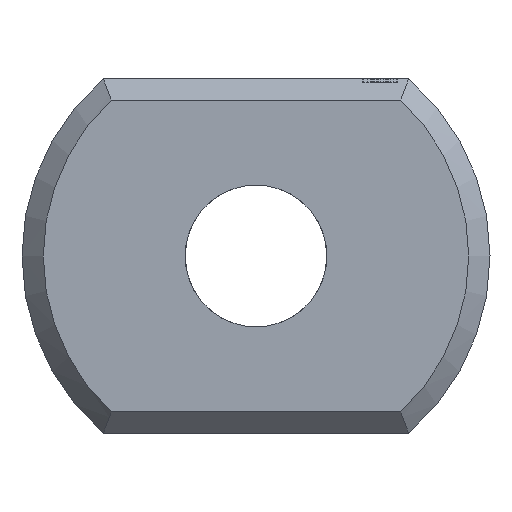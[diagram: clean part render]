
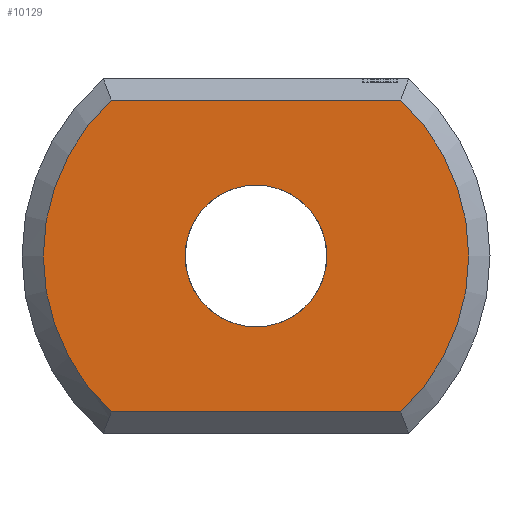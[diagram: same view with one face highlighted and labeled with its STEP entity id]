
A CAD part, left-side view. The second image highlights one B-rep face of the part: STEP entity #10129.
In plain terms, the highlighted planar face has unit normal (-1, 0, 0).
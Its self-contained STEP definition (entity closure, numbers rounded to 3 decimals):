
#24 = VERTEX_POINT('',#25);
#25 = CARTESIAN_POINT('',(0.,-2.04,2.2));
#33 = PLANE('',#34);
#34 = AXIS2_PLACEMENT_3D('',#35,#36,#37);
#35 = CARTESIAN_POINT('',(0.15,-2.154,2.35));
#36 = DIRECTION('',(0.707,0.,-0.707)
  );
#37 = DIRECTION('',(0.,-1.,0.));
#45 = CONICAL_SURFACE('',#46,3.3,0.785);
#46 = AXIS2_PLACEMENT_3D('',#47,#48,#49);
#47 = CARTESIAN_POINT('',(0.3,0.,0.));
#48 = DIRECTION('',(1.,0.,0.));
#49 = DIRECTION('',(0.,-0.653,0.758));
#89 = VERTEX_POINT('',#90);
#90 = CARTESIAN_POINT('',(0.,2.04,2.2));
#105 = CONICAL_SURFACE('',#106,3.3,0.785);
#106 = AXIS2_PLACEMENT_3D('',#107,#108,#109);
#107 = CARTESIAN_POINT('',(0.3,0.,0.));
#108 = DIRECTION('',(1.,0.,0.));
#109 = DIRECTION('',(0.,0.653,-0.758));
#120 = EDGE_CURVE('',#24,#89,#121,.T.);
#121 = SURFACE_CURVE('',#122,(#126,#133),.PCURVE_S1.);
#122 = LINE('',#123,#124);
#123 = CARTESIAN_POINT('',(0.,-2.154,2.2));
#124 = VECTOR('',#125,1.);
#125 = DIRECTION('',(0.,1.,0.));
#126 = PCURVE('',#33,#127);
#127 = DEFINITIONAL_REPRESENTATION('',(#128),#132);
#128 = LINE('',#129,#130);
#129 = CARTESIAN_POINT('',(0.,0.212));
#130 = VECTOR('',#131,1.);
#131 = DIRECTION('',(-1.,0.));
#132 = ( GEOMETRIC_REPRESENTATION_CONTEXT(2) 
PARAMETRIC_REPRESENTATION_CONTEXT() REPRESENTATION_CONTEXT('2D SPACE',''
  ) );
#133 = PCURVE('',#134,#139);
#134 = PLANE('',#135);
#135 = AXIS2_PLACEMENT_3D('',#136,#137,#138);
#136 = CARTESIAN_POINT('',(0.,0.,
    0.));
#137 = DIRECTION('',(1.,0.,0.));
#138 = DIRECTION('',(0.,0.,1.));
#139 = DEFINITIONAL_REPRESENTATION('',(#140),#144);
#140 = LINE('',#141,#142);
#141 = CARTESIAN_POINT('',(2.2,2.154));
#142 = VECTOR('',#143,1.);
#143 = DIRECTION('',(0.,-1.));
#144 = ( GEOMETRIC_REPRESENTATION_CONTEXT(2) 
PARAMETRIC_REPRESENTATION_CONTEXT() REPRESENTATION_CONTEXT('2D SPACE',''
  ) );
#180 = VERTEX_POINT('',#181);
#181 = CARTESIAN_POINT('',(0.,-2.04,-2.2));
#199 = PLANE('',#200);
#200 = AXIS2_PLACEMENT_3D('',#201,#202,#203);
#201 = CARTESIAN_POINT('',(0.15,-2.154,-2.35));
#202 = DIRECTION('',(-0.707,0.,-0.707));
#203 = DIRECTION('',(0.,-1.,0.));
#211 = EDGE_CURVE('',#24,#180,#212,.T.);
#212 = SURFACE_CURVE('',#213,(#218,#225),.PCURVE_S1.);
#213 = CIRCLE('',#214,3.);
#214 = AXIS2_PLACEMENT_3D('',#215,#216,#217);
#215 = CARTESIAN_POINT('',(0.,0.,
    0.));
#216 = DIRECTION('',(1.,0.,0.));
#217 = DIRECTION('',(0.,-0.653,0.758));
#218 = PCURVE('',#45,#219);
#219 = DEFINITIONAL_REPRESENTATION('',(#220),#224);
#220 = LINE('',#221,#222);
#221 = CARTESIAN_POINT('',(0.,-0.3));
#222 = VECTOR('',#223,1.);
#223 = DIRECTION('',(1.,-0.));
#224 = ( GEOMETRIC_REPRESENTATION_CONTEXT(2) 
PARAMETRIC_REPRESENTATION_CONTEXT() REPRESENTATION_CONTEXT('2D SPACE',''
  ) );
#225 = PCURVE('',#134,#226);
#226 = DEFINITIONAL_REPRESENTATION('',(#227),#231);
#227 = CIRCLE('',#228,3.);
#228 = AXIS2_PLACEMENT_2D('',#229,#230);
#229 = CARTESIAN_POINT('',(0.,0.));
#230 = DIRECTION('',(0.758,0.653));
#231 = ( GEOMETRIC_REPRESENTATION_CONTEXT(2) 
PARAMETRIC_REPRESENTATION_CONTEXT() REPRESENTATION_CONTEXT('2D SPACE',''
  ) );
#10129 = ADVANCED_FACE('',(#10130,#10179),#134,.F.);
#10130 = FACE_BOUND('',#10131,.F.);
#10131 = EDGE_LOOP('',(#10132,#10156,#10157,#10158));
#10132 = ORIENTED_EDGE('',*,*,#10133,.T.);
#10133 = EDGE_CURVE('',#10134,#89,#10136,.T.);
#10134 = VERTEX_POINT('',#10135);
#10135 = CARTESIAN_POINT('',(0.,2.04,-2.2));
#10136 = SURFACE_CURVE('',#10137,(#10142,#10149),.PCURVE_S1.);
#10137 = CIRCLE('',#10138,3.);
#10138 = AXIS2_PLACEMENT_3D('',#10139,#10140,#10141);
#10139 = CARTESIAN_POINT('',(0.,0.,
    0.));
#10140 = DIRECTION('',(1.,0.,0.));
#10141 = DIRECTION('',(0.,0.653,-0.758)
  );
#10142 = PCURVE('',#134,#10143);
#10143 = DEFINITIONAL_REPRESENTATION('',(#10144),#10148);
#10144 = CIRCLE('',#10145,3.);
#10145 = AXIS2_PLACEMENT_2D('',#10146,#10147);
#10146 = CARTESIAN_POINT('',(0.,0.));
#10147 = DIRECTION('',(-0.758,-0.653));
#10148 = ( GEOMETRIC_REPRESENTATION_CONTEXT(2) 
PARAMETRIC_REPRESENTATION_CONTEXT() REPRESENTATION_CONTEXT('2D SPACE',''
  ) );
#10149 = PCURVE('',#105,#10150);
#10150 = DEFINITIONAL_REPRESENTATION('',(#10151),#10155);
#10151 = LINE('',#10152,#10153);
#10152 = CARTESIAN_POINT('',(0.,-0.3));
#10153 = VECTOR('',#10154,1.);
#10154 = DIRECTION('',(1.,-0.));
#10155 = ( GEOMETRIC_REPRESENTATION_CONTEXT(2) 
PARAMETRIC_REPRESENTATION_CONTEXT() REPRESENTATION_CONTEXT('2D SPACE',''
  ) );
#10156 = ORIENTED_EDGE('',*,*,#120,.F.);
#10157 = ORIENTED_EDGE('',*,*,#211,.T.);
#10158 = ORIENTED_EDGE('',*,*,#10159,.T.);
#10159 = EDGE_CURVE('',#180,#10134,#10160,.T.);
#10160 = SURFACE_CURVE('',#10161,(#10165,#10172),.PCURVE_S1.);
#10161 = LINE('',#10162,#10163);
#10162 = CARTESIAN_POINT('',(0.,-2.154,-2.2));
#10163 = VECTOR('',#10164,1.);
#10164 = DIRECTION('',(0.,1.,0.));
#10165 = PCURVE('',#134,#10166);
#10166 = DEFINITIONAL_REPRESENTATION('',(#10167),#10171);
#10167 = LINE('',#10168,#10169);
#10168 = CARTESIAN_POINT('',(-2.2,2.154));
#10169 = VECTOR('',#10170,1.);
#10170 = DIRECTION('',(0.,-1.));
#10171 = ( GEOMETRIC_REPRESENTATION_CONTEXT(2) 
PARAMETRIC_REPRESENTATION_CONTEXT() REPRESENTATION_CONTEXT('2D SPACE',''
  ) );
#10172 = PCURVE('',#199,#10173);
#10173 = DEFINITIONAL_REPRESENTATION('',(#10174),#10178);
#10174 = LINE('',#10175,#10176);
#10175 = CARTESIAN_POINT('',(0.,0.212));
#10176 = VECTOR('',#10177,1.);
#10177 = DIRECTION('',(-1.,0.));
#10178 = ( GEOMETRIC_REPRESENTATION_CONTEXT(2) 
PARAMETRIC_REPRESENTATION_CONTEXT() REPRESENTATION_CONTEXT('2D SPACE',''
  ) );
#10179 = FACE_BOUND('',#10180,.T.);
#10180 = EDGE_LOOP('',(#10181));
#10181 = ORIENTED_EDGE('',*,*,#10182,.T.);
#10182 = EDGE_CURVE('',#10183,#10183,#10185,.T.);
#10183 = VERTEX_POINT('',#10184);
#10184 = CARTESIAN_POINT('',(0.,1.,0.));
#10185 = SURFACE_CURVE('',#10186,(#10191,#10198),.PCURVE_S1.);
#10186 = CIRCLE('',#10187,1.);
#10187 = AXIS2_PLACEMENT_3D('',#10188,#10189,#10190);
#10188 = CARTESIAN_POINT('',(0.,0.,0.));
#10189 = DIRECTION('',(1.,0.,0.));
#10190 = DIRECTION('',(0.,1.,0.));
#10191 = PCURVE('',#134,#10192);
#10192 = DEFINITIONAL_REPRESENTATION('',(#10193),#10197);
#10193 = CIRCLE('',#10194,1.);
#10194 = AXIS2_PLACEMENT_2D('',#10195,#10196);
#10195 = CARTESIAN_POINT('',(0.,0.));
#10196 = DIRECTION('',(0.,-1.));
#10197 = ( GEOMETRIC_REPRESENTATION_CONTEXT(2) 
PARAMETRIC_REPRESENTATION_CONTEXT() REPRESENTATION_CONTEXT('2D SPACE',''
  ) );
#10198 = PCURVE('',#10199,#10204);
#10199 = CYLINDRICAL_SURFACE('',#10200,1.);
#10200 = AXIS2_PLACEMENT_3D('',#10201,#10202,#10203);
#10201 = CARTESIAN_POINT('',(0.,0.,0.));
#10202 = DIRECTION('',(-1.,0.,0.));
#10203 = DIRECTION('',(0.,1.,0.));
#10204 = DEFINITIONAL_REPRESENTATION('',(#10205),#10209);
#10205 = LINE('',#10206,#10207);
#10206 = CARTESIAN_POINT('',(-0.,0.));
#10207 = VECTOR('',#10208,1.);
#10208 = DIRECTION('',(-1.,0.));
#10209 = ( GEOMETRIC_REPRESENTATION_CONTEXT(2) 
PARAMETRIC_REPRESENTATION_CONTEXT() REPRESENTATION_CONTEXT('2D SPACE',''
  ) );
